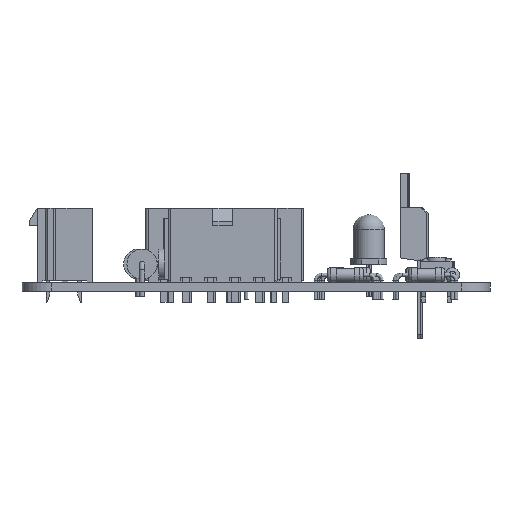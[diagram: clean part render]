
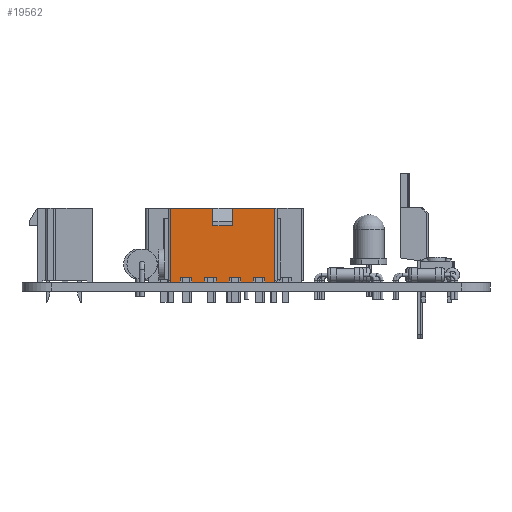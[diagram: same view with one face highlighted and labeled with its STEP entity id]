
A CAD part, left-side view. The second image highlights one B-rep face of the part: STEP entity #19562.
In plain terms, the highlighted face is planar.
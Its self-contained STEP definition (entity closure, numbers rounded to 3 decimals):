
#18445 = VERTEX_POINT('',#18446);
#18446 = CARTESIAN_POINT('',(-9.,12.8,-4.8));
#18452 = EDGE_CURVE('',#18453,#18445,#18455,.T.);
#18453 = VERTEX_POINT('',#18454);
#18454 = CARTESIAN_POINT('',(-9.,0.,-4.8));
#18455 = LINE('',#18456,#18457);
#18456 = CARTESIAN_POINT('',(-9.,0.,-4.8));
#18457 = VECTOR('',#18458,1.);
#18458 = DIRECTION('',(0.,1.,0.));
#19386 = EDGE_CURVE('',#19387,#19389,#19391,.T.);
#19387 = VERTEX_POINT('',#19388);
#19388 = CARTESIAN_POINT('',(5.3,0.8,-4.8));
#19389 = VERTEX_POINT('',#19390);
#19390 = CARTESIAN_POINT('',(7.3,0.8,-4.8));
#19391 = LINE('',#19392,#19393);
#19392 = CARTESIAN_POINT('',(5.3,0.8,-4.8));
#19393 = VECTOR('',#19394,1.);
#19394 = DIRECTION('',(1.,0.,0.));
#19562 = ADVANCED_FACE('',(#19563),#19739,.T.);
#19563 = FACE_BOUND('',#19564,.T.);
#19564 = EDGE_LOOP('',(#19565,#19575,#19583,#19589,#19590,#19598,#19606,
    #19614,#19622,#19630,#19638,#19646,#19652,#19653,#19661,#19669,
    #19677,#19685,#19693,#19701,#19709,#19717,#19725,#19733));
#19565 = ORIENTED_EDGE('',*,*,#19566,.F.);
#19566 = EDGE_CURVE('',#19567,#19569,#19571,.T.);
#19567 = VERTEX_POINT('',#19568);
#19568 = CARTESIAN_POINT('',(-7.3,0.8,-4.8));
#19569 = VERTEX_POINT('',#19570);
#19570 = CARTESIAN_POINT('',(-5.3,0.8,-4.8));
#19571 = LINE('',#19572,#19573);
#19572 = CARTESIAN_POINT('',(-7.3,0.8,-4.8));
#19573 = VECTOR('',#19574,1.);
#19574 = DIRECTION('',(1.,0.,0.));
#19575 = ORIENTED_EDGE('',*,*,#19576,.F.);
#19576 = EDGE_CURVE('',#19577,#19567,#19579,.T.);
#19577 = VERTEX_POINT('',#19578);
#19578 = CARTESIAN_POINT('',(-7.3,0.,-4.8));
#19579 = LINE('',#19580,#19581);
#19580 = CARTESIAN_POINT('',(-7.3,0.,-4.8));
#19581 = VECTOR('',#19582,1.);
#19582 = DIRECTION('',(0.,1.,0.));
#19583 = ORIENTED_EDGE('',*,*,#19584,.F.);
#19584 = EDGE_CURVE('',#18453,#19577,#19585,.T.);
#19585 = LINE('',#19586,#19587);
#19586 = CARTESIAN_POINT('',(-9.,0.,-4.8));
#19587 = VECTOR('',#19588,1.);
#19588 = DIRECTION('',(1.,0.,0.));
#19589 = ORIENTED_EDGE('',*,*,#18452,.T.);
#19590 = ORIENTED_EDGE('',*,*,#19591,.T.);
#19591 = EDGE_CURVE('',#18445,#19592,#19594,.T.);
#19592 = VERTEX_POINT('',#19593);
#19593 = CARTESIAN_POINT('',(-1.7,12.8,-4.8));
#19594 = LINE('',#19595,#19596);
#19595 = CARTESIAN_POINT('',(-9.,12.8,-4.8));
#19596 = VECTOR('',#19597,1.);
#19597 = DIRECTION('',(1.,0.,0.));
#19598 = ORIENTED_EDGE('',*,*,#19599,.T.);
#19599 = EDGE_CURVE('',#19592,#19600,#19602,.T.);
#19600 = VERTEX_POINT('',#19601);
#19601 = CARTESIAN_POINT('',(-1.7,9.75,-4.8));
#19602 = LINE('',#19603,#19604);
#19603 = CARTESIAN_POINT('',(-1.7,12.8,-4.8));
#19604 = VECTOR('',#19605,1.);
#19605 = DIRECTION('',(0.,-1.,0.));
#19606 = ORIENTED_EDGE('',*,*,#19607,.T.);
#19607 = EDGE_CURVE('',#19600,#19608,#19610,.T.);
#19608 = VERTEX_POINT('',#19609);
#19609 = CARTESIAN_POINT('',(1.7,9.75,-4.8));
#19610 = LINE('',#19611,#19612);
#19611 = CARTESIAN_POINT('',(-1.7,9.75,-4.8));
#19612 = VECTOR('',#19613,1.);
#19613 = DIRECTION('',(1.,0.,0.));
#19614 = ORIENTED_EDGE('',*,*,#19615,.F.);
#19615 = EDGE_CURVE('',#19616,#19608,#19618,.T.);
#19616 = VERTEX_POINT('',#19617);
#19617 = CARTESIAN_POINT('',(1.7,12.8,-4.8));
#19618 = LINE('',#19619,#19620);
#19619 = CARTESIAN_POINT('',(1.7,12.8,-4.8));
#19620 = VECTOR('',#19621,1.);
#19621 = DIRECTION('',(0.,-1.,0.));
#19622 = ORIENTED_EDGE('',*,*,#19623,.T.);
#19623 = EDGE_CURVE('',#19616,#19624,#19626,.T.);
#19624 = VERTEX_POINT('',#19625);
#19625 = CARTESIAN_POINT('',(9.,12.8,-4.8));
#19626 = LINE('',#19627,#19628);
#19627 = CARTESIAN_POINT('',(1.7,12.8,-4.8));
#19628 = VECTOR('',#19629,1.);
#19629 = DIRECTION('',(1.,0.,0.));
#19630 = ORIENTED_EDGE('',*,*,#19631,.F.);
#19631 = EDGE_CURVE('',#19632,#19624,#19634,.T.);
#19632 = VERTEX_POINT('',#19633);
#19633 = CARTESIAN_POINT('',(9.,0.,-4.8));
#19634 = LINE('',#19635,#19636);
#19635 = CARTESIAN_POINT('',(9.,0.,-4.8));
#19636 = VECTOR('',#19637,1.);
#19637 = DIRECTION('',(0.,1.,0.));
#19638 = ORIENTED_EDGE('',*,*,#19639,.F.);
#19639 = EDGE_CURVE('',#19640,#19632,#19642,.T.);
#19640 = VERTEX_POINT('',#19641);
#19641 = CARTESIAN_POINT('',(7.3,0.,-4.8));
#19642 = LINE('',#19643,#19644);
#19643 = CARTESIAN_POINT('',(7.3,0.,-4.8));
#19644 = VECTOR('',#19645,1.);
#19645 = DIRECTION('',(1.,0.,0.));
#19646 = ORIENTED_EDGE('',*,*,#19647,.T.);
#19647 = EDGE_CURVE('',#19640,#19389,#19648,.T.);
#19648 = LINE('',#19649,#19650);
#19649 = CARTESIAN_POINT('',(7.3,0.,-4.8));
#19650 = VECTOR('',#19651,1.);
#19651 = DIRECTION('',(0.,1.,0.));
#19652 = ORIENTED_EDGE('',*,*,#19386,.F.);
#19653 = ORIENTED_EDGE('',*,*,#19654,.F.);
#19654 = EDGE_CURVE('',#19655,#19387,#19657,.T.);
#19655 = VERTEX_POINT('',#19656);
#19656 = CARTESIAN_POINT('',(5.3,0.,-4.8));
#19657 = LINE('',#19658,#19659);
#19658 = CARTESIAN_POINT('',(5.3,0.,-4.8));
#19659 = VECTOR('',#19660,1.);
#19660 = DIRECTION('',(0.,1.,0.));
#19661 = ORIENTED_EDGE('',*,*,#19662,.F.);
#19662 = EDGE_CURVE('',#19663,#19655,#19665,.T.);
#19663 = VERTEX_POINT('',#19664);
#19664 = CARTESIAN_POINT('',(3.1,0.,-4.8));
#19665 = LINE('',#19666,#19667);
#19666 = CARTESIAN_POINT('',(3.1,0.,-4.8));
#19667 = VECTOR('',#19668,1.);
#19668 = DIRECTION('',(1.,0.,0.));
#19669 = ORIENTED_EDGE('',*,*,#19670,.T.);
#19670 = EDGE_CURVE('',#19663,#19671,#19673,.T.);
#19671 = VERTEX_POINT('',#19672);
#19672 = CARTESIAN_POINT('',(3.1,0.8,-4.8));
#19673 = LINE('',#19674,#19675);
#19674 = CARTESIAN_POINT('',(3.1,0.,-4.8));
#19675 = VECTOR('',#19676,1.);
#19676 = DIRECTION('',(0.,1.,0.));
#19677 = ORIENTED_EDGE('',*,*,#19678,.F.);
#19678 = EDGE_CURVE('',#19679,#19671,#19681,.T.);
#19679 = VERTEX_POINT('',#19680);
#19680 = CARTESIAN_POINT('',(1.1,0.8,-4.8));
#19681 = LINE('',#19682,#19683);
#19682 = CARTESIAN_POINT('',(1.1,0.8,-4.8));
#19683 = VECTOR('',#19684,1.);
#19684 = DIRECTION('',(1.,0.,0.));
#19685 = ORIENTED_EDGE('',*,*,#19686,.F.);
#19686 = EDGE_CURVE('',#19687,#19679,#19689,.T.);
#19687 = VERTEX_POINT('',#19688);
#19688 = CARTESIAN_POINT('',(1.1,0.,-4.8));
#19689 = LINE('',#19690,#19691);
#19690 = CARTESIAN_POINT('',(1.1,0.,-4.8));
#19691 = VECTOR('',#19692,1.);
#19692 = DIRECTION('',(0.,1.,0.));
#19693 = ORIENTED_EDGE('',*,*,#19694,.F.);
#19694 = EDGE_CURVE('',#19695,#19687,#19697,.T.);
#19695 = VERTEX_POINT('',#19696);
#19696 = CARTESIAN_POINT('',(-1.1,0.,-4.8));
#19697 = LINE('',#19698,#19699);
#19698 = CARTESIAN_POINT('',(-1.1,0.,-4.8));
#19699 = VECTOR('',#19700,1.);
#19700 = DIRECTION('',(1.,0.,0.));
#19701 = ORIENTED_EDGE('',*,*,#19702,.T.);
#19702 = EDGE_CURVE('',#19695,#19703,#19705,.T.);
#19703 = VERTEX_POINT('',#19704);
#19704 = CARTESIAN_POINT('',(-1.1,0.8,-4.8));
#19705 = LINE('',#19706,#19707);
#19706 = CARTESIAN_POINT('',(-1.1,0.,-4.8));
#19707 = VECTOR('',#19708,1.);
#19708 = DIRECTION('',(0.,1.,0.));
#19709 = ORIENTED_EDGE('',*,*,#19710,.F.);
#19710 = EDGE_CURVE('',#19711,#19703,#19713,.T.);
#19711 = VERTEX_POINT('',#19712);
#19712 = CARTESIAN_POINT('',(-3.1,0.8,-4.8));
#19713 = LINE('',#19714,#19715);
#19714 = CARTESIAN_POINT('',(-3.1,0.8,-4.8));
#19715 = VECTOR('',#19716,1.);
#19716 = DIRECTION('',(1.,0.,0.));
#19717 = ORIENTED_EDGE('',*,*,#19718,.F.);
#19718 = EDGE_CURVE('',#19719,#19711,#19721,.T.);
#19719 = VERTEX_POINT('',#19720);
#19720 = CARTESIAN_POINT('',(-3.1,0.,-4.8));
#19721 = LINE('',#19722,#19723);
#19722 = CARTESIAN_POINT('',(-3.1,0.,-4.8));
#19723 = VECTOR('',#19724,1.);
#19724 = DIRECTION('',(0.,1.,0.));
#19725 = ORIENTED_EDGE('',*,*,#19726,.F.);
#19726 = EDGE_CURVE('',#19727,#19719,#19729,.T.);
#19727 = VERTEX_POINT('',#19728);
#19728 = CARTESIAN_POINT('',(-5.3,0.,-4.8));
#19729 = LINE('',#19730,#19731);
#19730 = CARTESIAN_POINT('',(-5.3,0.,-4.8));
#19731 = VECTOR('',#19732,1.);
#19732 = DIRECTION('',(1.,0.,0.));
#19733 = ORIENTED_EDGE('',*,*,#19734,.T.);
#19734 = EDGE_CURVE('',#19727,#19569,#19735,.T.);
#19735 = LINE('',#19736,#19737);
#19736 = CARTESIAN_POINT('',(-5.3,0.,-4.8));
#19737 = VECTOR('',#19738,1.);
#19738 = DIRECTION('',(0.,1.,0.));
#19739 = PLANE('',#19740);
#19740 = AXIS2_PLACEMENT_3D('',#19741,#19742,#19743);
#19741 = CARTESIAN_POINT('',(-9.,0.,-4.8));
#19742 = DIRECTION('',(0.,0.,-1.));
#19743 = DIRECTION('',(0.,1.,0.));
